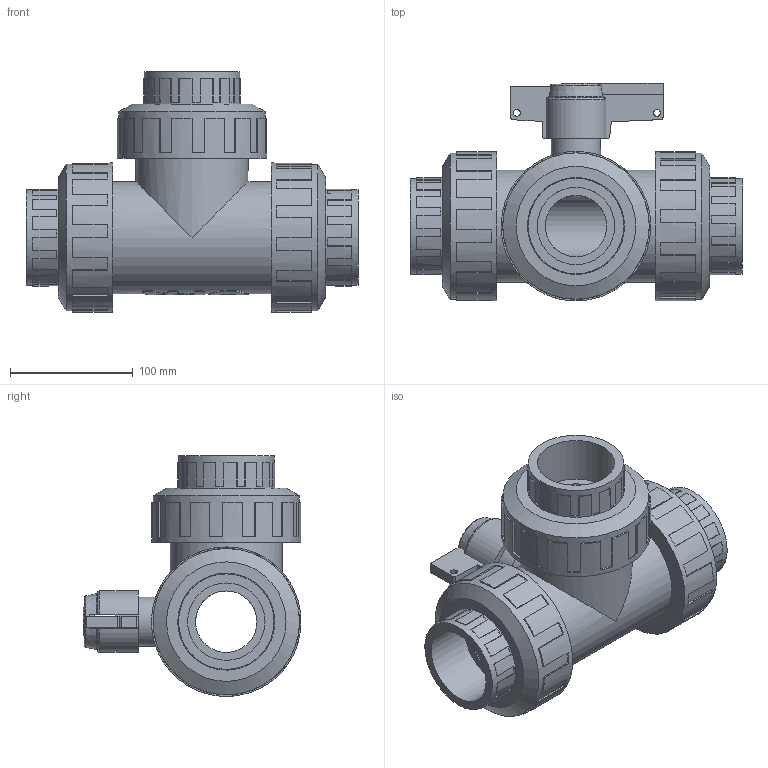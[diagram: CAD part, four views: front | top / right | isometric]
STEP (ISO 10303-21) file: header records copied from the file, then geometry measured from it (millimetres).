
FILE_DESCRIPTION(/* description */ ('PVC 3-way Ball Valve, T-Bore, type S4 with EPDM gasket and PVC Sockets, Ø63/DN50, PN16'),/* implementation_level */ '2;1');
FILE_NAME(/* name */ 'TBVIU-E-063',/* time_stamp */ '2022-08-04T16:52:14+02:00',/* author */ ('COAB Solutions - www.coabsolutions.com'),/* organization */ ('GPA Flowsystem'),/* preprocessor_version */ 'ST-DEVELOPER v18.1',/* originating_system */ 'www.coabsolutions.com',/* authorisation */ 'unknown authorization');
FILE_SCHEMA (('AUTOMOTIVE_DESIGN { 1 0 10303 214 3 1 1 }'));
Length unit declared in the file: millimetre
Products named in the file (1): TBVIU-E-063
Bounding box: 270 x 177.25 x 195.75 mm (x, y, z)
Volume: 2106804 mm3; surface area: 331374.2 mm2
Topology: 1 solids, 1 shells, 508 faces, 1440 edges, 955 vertices
Faces by surface type: plane 426, cylinder 52, bspline 21, cone 6, torus 3
Full cylindrical faces by diameter (mm): 5.5 x2, 39.98 x1, 40 x1, 50 x2, 63 x3, 77.75 x3, 78.73 x3, 78.75 x3, 91.105 x3, 91.125 x5, 109.33 x3, 109.35 x3, 119.07 x3, 121.5 x3
Entity records: 17481 total; most frequent: CARTESIAN_POINT 3843, ORIENTED_EDGE 2880, DIRECTION 2815, EDGE_CURVE 1440, VERTEX_POINT 955, AXIS2_PLACEMENT_3D 951, LINE 913, VECTOR 913
